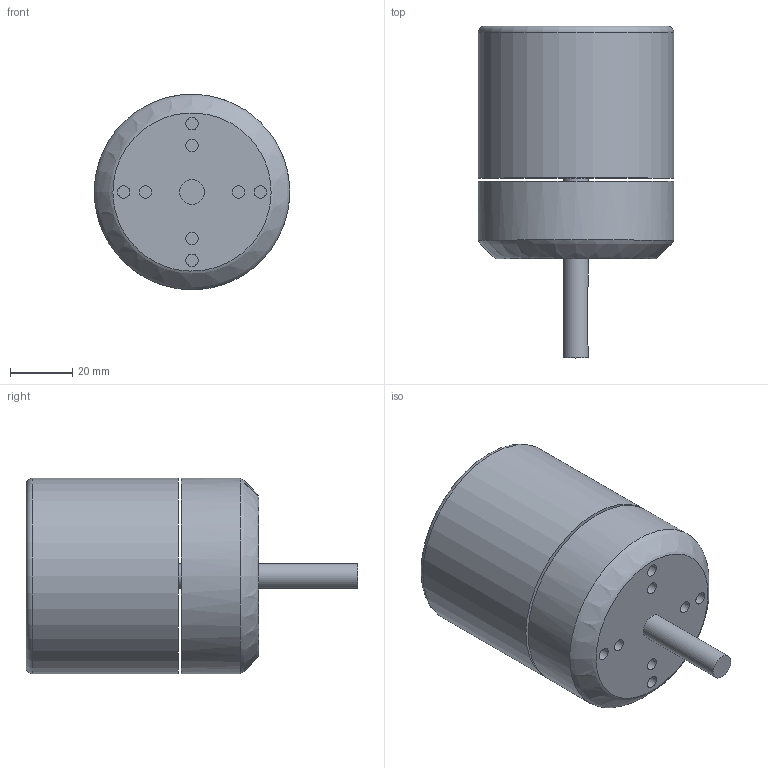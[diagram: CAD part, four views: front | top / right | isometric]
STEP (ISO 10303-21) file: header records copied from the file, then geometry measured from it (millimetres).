
FILE_DESCRIPTION(/* description */ (''),/* implementation_level */ '2;1');
FILE_NAME(/* name */ 'FlipskyR6374 v1.step',/* time_stamp */ '2024-04-18T18:47:45+02:00',/* author */ (''),/* organization */ (''),/* preprocessor_version */ 'ST-DEVELOPER v20',/* originating_system */ 'Autodesk Translation Framework v12.20.1.177',/* authorisation */ '');
FILE_SCHEMA (('AUTOMOTIVE_DESIGN { 1 0 10303 214 3 1 1 }'));
Length unit declared in the file: millimetre
Products named in the file (5): FlipskyR6374; FlipskyR6374_1; Flipsky6374; Stator; Rotor
Assembly tree (4 placements, depth 4):
  FlipskyR6374
    FlipskyR6374_1
      Flipsky6374
        Stator
        Rotor
Bounding box: 63 x 107 x 63 mm (x, y, z)
Volume: 228856.1 mm3; surface area: 28781.1 mm2
Topology: 2 solids, 2 shells, 32 faces, 53 edges, 35 vertices
Faces by surface type: plane 16, cylinder 14, bspline 1, torus 1
Full cylindrical faces by diameter (mm): 4 x8, 8 x2, 63 x2
Entity records: 1143 total; most frequent: CARTESIAN_POINT 399, DIRECTION 156, ORIENTED_EDGE 106, AXIS2_PLACEMENT_3D 68, EDGE_CURVE 53, EDGE_LOOP 44, VERTEX_POINT 35, FACE_OUTER_BOUND 32
